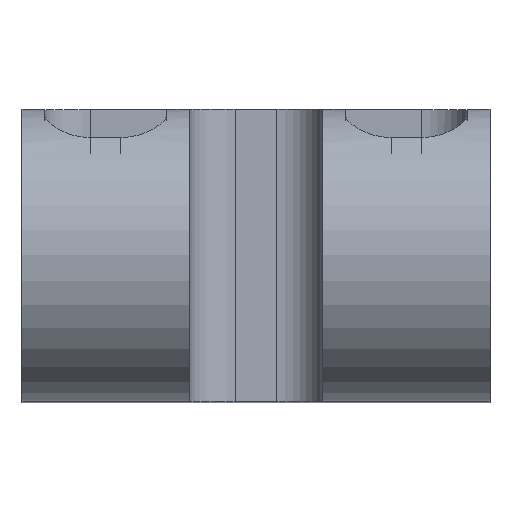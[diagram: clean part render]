
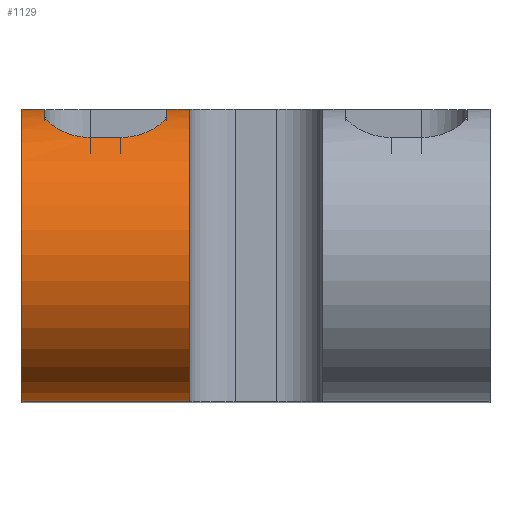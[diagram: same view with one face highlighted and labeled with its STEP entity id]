
A CAD part, top view. The second image highlights one B-rep face of the part: STEP entity #1129.
In plain terms, the highlighted cylindrical face has radius 5.004 mm (diameter 10.008 mm), a partial arc.
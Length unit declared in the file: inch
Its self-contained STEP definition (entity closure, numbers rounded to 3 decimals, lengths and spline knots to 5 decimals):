
#9=CARTESIAN_POINT('',(-0.315,0.,0.3915));
#10=DIRECTION('',(1.,0.,0.));
#11=DIRECTION('',(0.,1.,0.));
#12=AXIS2_PLACEMENT_3D('',#9,#10,#11);
#64=DIRECTION('',(1.,0.,0.));
#65=VECTOR('',#64,0.225);
#66=CARTESIAN_POINT('',(-0.315,-0.197,0.3915));
#67=LINE('',#66,#65);
#104=DIRECTION('',(1.,0.,0.));
#105=VECTOR('',#104,0.041);
#106=CARTESIAN_POINT('',(-0.223,0.15849,0.5085));
#107=LINE('',#106,#105);
#108=CARTESIAN_POINT('',(-0.12,0.,0.3915));
#109=DIRECTION('',(1.,0.,0.));
#110=DIRECTION('',(0.,1.,0.));
#111=AXIS2_PLACEMENT_3D('',#108,#109,#110);
#113=DIRECTION('',(1.,0.,0.));
#114=VECTOR('',#113,0.03);
#115=CARTESIAN_POINT('',(-0.12,0.197,0.3915));
#116=LINE('',#115,#114);
#117=CARTESIAN_POINT('',(-0.09,0.,0.3915));
#118=DIRECTION('',(1.,0.,0.));
#119=DIRECTION('',(0.,1.,0.));
#120=AXIS2_PLACEMENT_3D('',#117,#118,#119);
#122=DIRECTION('',(1.,0.,0.));
#123=VECTOR('',#122,0.03);
#124=CARTESIAN_POINT('',(-0.315,0.197,0.3915));
#125=LINE('',#124,#123);
#126=CARTESIAN_POINT('',(-0.285,0.,0.3915));
#127=DIRECTION('',(1.,0.,0.));
#128=DIRECTION('',(0.,1.,0.));
#129=AXIS2_PLACEMENT_3D('',#126,#127,#128);
#188=CARTESIAN_POINT('',(-0.223,0.15849,0.5085));
#189=CARTESIAN_POINT('',(-0.22646,0.15849,0.5085));
#190=CARTESIAN_POINT('',(-0.23346,0.15891,
0.50794));
#191=CARTESIAN_POINT('',(-0.24419,0.16096,
0.50511));
#192=CARTESIAN_POINT('',(-0.25393,0.16408,
0.5006));
#193=CARTESIAN_POINT('',(-0.26265,0.16798,
0.49451));
#194=CARTESIAN_POINT('',(-0.26956,0.1719,
0.48786));
#195=CARTESIAN_POINT('',(-0.27616,0.17657,
0.47908));
#196=CARTESIAN_POINT('',(-0.28125,0.18134,
0.46878));
#197=CARTESIAN_POINT('',(-0.28438,0.18576,
0.45745));
#198=CARTESIAN_POINT('',(-0.285,0.18812,0.45011));
#199=CARTESIAN_POINT('',(-0.285,0.18917,0.4465));
#498=CARTESIAN_POINT('',(-0.12,0.18917,0.4465));
#499=CARTESIAN_POINT('',(-0.12,0.18812,0.45011));
#500=CARTESIAN_POINT('',(-0.12062,0.18576,
0.45745));
#501=CARTESIAN_POINT('',(-0.12374,0.18135,
0.46876));
#502=CARTESIAN_POINT('',(-0.12883,0.17659,
0.47905));
#503=CARTESIAN_POINT('',(-0.13543,0.17191,
0.48784));
#504=CARTESIAN_POINT('',(-0.14234,0.16798,
0.4945));
#505=CARTESIAN_POINT('',(-0.15108,0.16407,
0.5006));
#506=CARTESIAN_POINT('',(-0.16083,0.16096,
0.50511));
#507=CARTESIAN_POINT('',(-0.17155,0.15891,
0.50794));
#508=CARTESIAN_POINT('',(-0.17855,0.15849,0.5085));
#509=CARTESIAN_POINT('',(-0.182,0.15849,0.5085));
#791=CARTESIAN_POINT('',(-0.315,0.197,0.3915));
#792=VERTEX_POINT('',#791);
#793=CARTESIAN_POINT('',(-0.315,-0.197,0.3915));
#794=VERTEX_POINT('',#793);
#807=CARTESIAN_POINT('',(-0.09,0.197,0.3915));
#808=CARTESIAN_POINT('',(-0.09,-0.197,0.3915));
#809=VERTEX_POINT('',#807);
#810=VERTEX_POINT('',#808);
#811=CARTESIAN_POINT('',(-0.285,0.197,0.3915));
#812=VERTEX_POINT('',#811);
#813=CARTESIAN_POINT('',(-0.12,0.197,0.3915));
#814=VERTEX_POINT('',#813);
#823=CARTESIAN_POINT('',(-0.223,0.15849,0.5085));
#824=VERTEX_POINT('',#823);
#829=CARTESIAN_POINT('',(-0.182,0.15849,0.5085));
#830=VERTEX_POINT('',#829);
#875=CARTESIAN_POINT('',(-0.12,0.18917,0.4465));
#876=VERTEX_POINT('',#875);
#881=CARTESIAN_POINT('',(-0.285,0.18917,0.4465));
#882=VERTEX_POINT('',#881);
#1105=CARTESIAN_POINT('',(-0.315,0.,0.3915));
#1106=DIRECTION('',(1.,0.,0.));
#1107=DIRECTION('',(0.,0.,-1.));
#1108=AXIS2_PLACEMENT_3D('',#1105,#1106,#1107);
#1109=CYLINDRICAL_SURFACE('',#1108,0.197);
#1111=ORIENTED_EDGE('',*,*,#1110,.T.);
#1113=ORIENTED_EDGE('',*,*,#1112,.F.);
#1115=ORIENTED_EDGE('',*,*,#1114,.F.);
#1117=ORIENTED_EDGE('',*,*,#1116,.T.);
#1118=ORIENTED_EDGE('',*,*,#1092,.T.);
#1119=ORIENTED_EDGE('',*,*,#1047,.F.);
#1120=ORIENTED_EDGE('',*,*,#990,.F.);
#1122=ORIENTED_EDGE('',*,*,#1121,.T.);
#1124=ORIENTED_EDGE('',*,*,#1123,.T.);
#1126=ORIENTED_EDGE('',*,*,#1125,.F.);
#1127=EDGE_LOOP('',(#1111,#1113,#1115,#1117,#1118,#1119,#1120,#1122,#1124,
#1126));
#1128=FACE_OUTER_BOUND('',#1127,.F.);
#1129=ADVANCED_FACE('',(#1128),#1109,.T.);
#13=CIRCLE('',#12,0.197);
#112=CIRCLE('',#111,0.197);
#121=CIRCLE('',#120,0.197);
#130=CIRCLE('',#129,0.197);
#200=B_SPLINE_CURVE_WITH_KNOTS('',3,(#188,#189,#190,#191,#192,#193,#194,#195,
#196,#197,#198,#199),.UNSPECIFIED.,.F.,.F.,(4,1,1,1,1,1,1,1,1,4),(0.,
0.11111,0.22222,0.33333,0.44444,
0.55556,0.66667,0.77778,0.88889,1.),
.UNSPECIFIED.);
#510=B_SPLINE_CURVE_WITH_KNOTS('',3,(#498,#499,#500,#501,#502,#503,#504,#505,
#506,#507,#508,#509),.UNSPECIFIED.,.F.,.F.,(4,1,1,1,1,1,1,1,1,4),(0.,
0.11111,0.22222,0.33333,0.44444,
0.55556,0.66667,0.77778,0.88889,1.),
.UNSPECIFIED.);
#990=EDGE_CURVE('',#792,#794,#13,.T.);
#1047=EDGE_CURVE('',#794,#810,#67,.T.);
#1092=EDGE_CURVE('',#809,#810,#121,.T.);
#1110=EDGE_CURVE('',#824,#830,#107,.T.);
#1112=EDGE_CURVE('',#876,#830,#510,.T.);
#1114=EDGE_CURVE('',#814,#876,#112,.T.);
#1116=EDGE_CURVE('',#814,#809,#116,.T.);
#1121=EDGE_CURVE('',#792,#812,#125,.T.);
#1123=EDGE_CURVE('',#812,#882,#130,.T.);
#1125=EDGE_CURVE('',#824,#882,#200,.T.);
